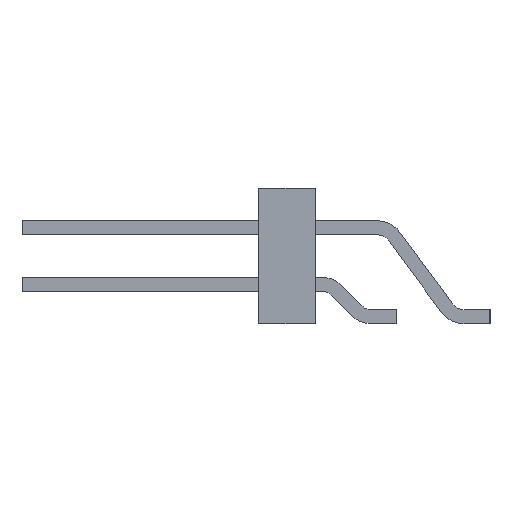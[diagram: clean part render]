
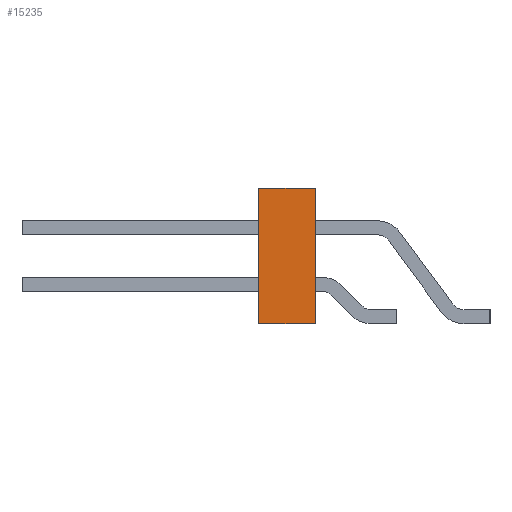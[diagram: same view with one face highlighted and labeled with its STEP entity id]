
A CAD part, left-side view. The second image highlights one B-rep face of the part: STEP entity #15235.
In plain terms, the highlighted face is planar.
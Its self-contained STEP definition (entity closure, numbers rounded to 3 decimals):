
#1762 = VERTEX_POINT('',#1763);
#1763 = CARTESIAN_POINT('',(15.24,3.048,1.27));
#1769 = EDGE_CURVE('',#1762,#1770,#1772,.T.);
#1770 = VERTEX_POINT('',#1771);
#1771 = CARTESIAN_POINT('',(15.24,3.048,-1.27));
#1772 = LINE('',#1773,#1774);
#1773 = CARTESIAN_POINT('',(15.24,3.048,1.27));
#1774 = VECTOR('',#1775,1.);
#1775 = DIRECTION('',(0.,0.,-1.));
#6548 = VERTEX_POINT('',#6549);
#6549 = CARTESIAN_POINT('',(15.24,-3.048,-1.27));
#6555 = EDGE_CURVE('',#6556,#6548,#6558,.T.);
#6556 = VERTEX_POINT('',#6557);
#6557 = CARTESIAN_POINT('',(15.24,-3.048,1.27));
#6558 = LINE('',#6559,#6560);
#6559 = CARTESIAN_POINT('',(15.24,-3.048,1.27));
#6560 = VECTOR('',#6561,1.);
#6561 = DIRECTION('',(0.,0.,-1.));
#11601 = EDGE_CURVE('',#6556,#1762,#11602,.T.);
#11602 = LINE('',#11603,#11604);
#11603 = CARTESIAN_POINT('',(15.24,-3.048,1.27));
#11604 = VECTOR('',#11605,1.);
#11605 = DIRECTION('',(0.,1.,0.));
#13580 = EDGE_CURVE('',#6548,#1770,#13581,.T.);
#13581 = LINE('',#13582,#13583);
#13582 = CARTESIAN_POINT('',(15.24,-3.048,-1.27));
#13583 = VECTOR('',#13584,1.);
#13584 = DIRECTION('',(0.,1.,0.));
#15235 = ADVANCED_FACE('',(#15236),#15242,.F.);
#15236 = FACE_BOUND('',#15237,.T.);
#15237 = EDGE_LOOP('',(#15238,#15239,#15240,#15241));
#15238 = ORIENTED_EDGE('',*,*,#13580,.T.);
#15239 = ORIENTED_EDGE('',*,*,#1769,.F.);
#15240 = ORIENTED_EDGE('',*,*,#11601,.F.);
#15241 = ORIENTED_EDGE('',*,*,#6555,.T.);
#15242 = PLANE('',#15243);
#15243 = AXIS2_PLACEMENT_3D('',#15244,#15245,#15246);
#15244 = CARTESIAN_POINT('',(15.24,-3.048,1.27));
#15245 = DIRECTION('',(-1.,0.,0.));
#15246 = DIRECTION('',(0.,0.,1.));
